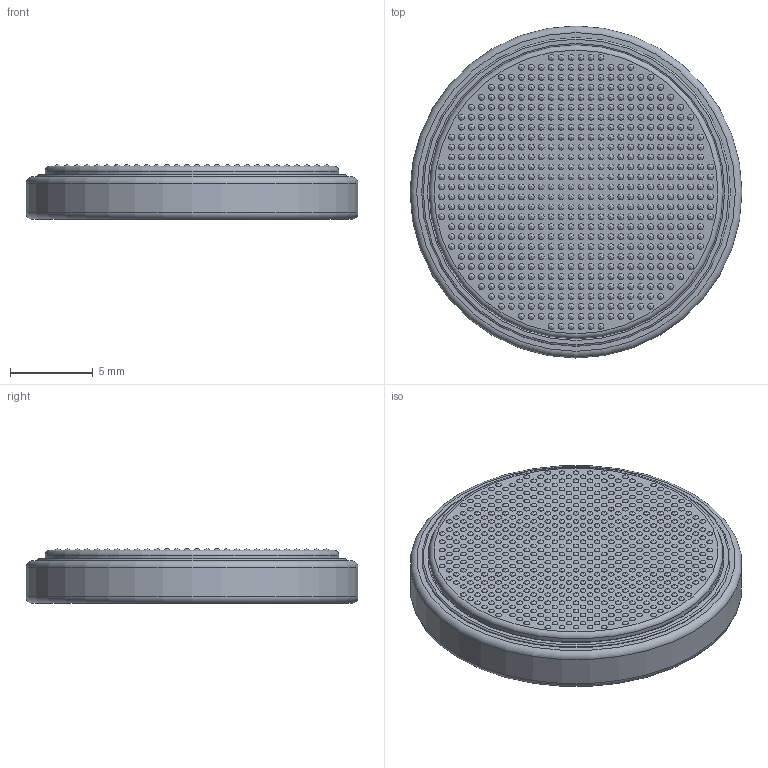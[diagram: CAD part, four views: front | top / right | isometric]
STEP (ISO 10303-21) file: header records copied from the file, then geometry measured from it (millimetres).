
FILE_DESCRIPTION(/* description */ ('STEP AP242','CAx-IF Rec.Pracs.---Representation and Presentation of Product Manufacturing Information (PMI)---4.0---2014-10-13','CAx-IF Rec.Pracs.---3D Tessellated Geometry---0.4---2014-09-14','2;1'),/* implementation_level */ '2;1');
FILE_NAME(/* name */ '6454aa660269646feab16257',/* time_stamp */ '2023-05-05T07:04:07Z',/* author */ (''),/* organization */ (''),/* preprocessor_version */ 'ST-DEVELOPER v19.4',/* originating_system */ ' ',/* authorisation */ ' ');
FILE_SCHEMA (('AP242_MANAGED_MODEL_BASED_3D_ENGINEERING_MIM_LF { 1 0 10303 442 1 1 4 }'));
Length unit declared in the file: metre
Products named in the file (3): Part 2; Part 3; Part 1
Bounding box: 20 x 20 x 3.3 mm (x, y, z)
Volume: 960.5 mm3; surface area: 1817.1 mm2
Topology: 3 solids, 3 shells, 979 faces, 2824 edges, 1881 vertices
Faces by surface type: sphere 608, plane 221, bspline 140, cylinder 5, torus 5
Full cylindrical faces by diameter (mm): 17.7 x2, 18.6 x2, 20 x1
Entity records: 24136 total; most frequent: CARTESIAN_POINT 5393, DIRECTION 3625, ORIENTED_EDGE 3196, EDGE_LOOP 1629, FACE_BOUND 1629, EDGE_CURVE 1598, AXIS2_PLACEMENT_3D 1465, VERTEX_POINT 1273
